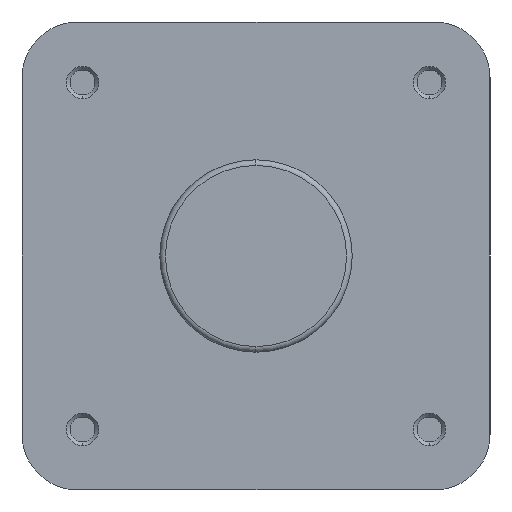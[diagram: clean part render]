
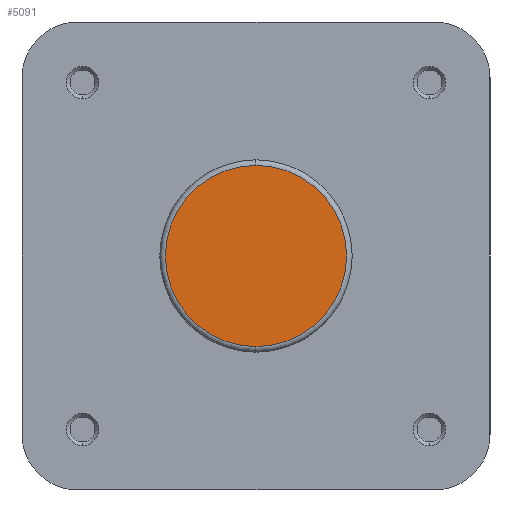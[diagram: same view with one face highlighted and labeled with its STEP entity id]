
A CAD part, left-side view. The second image highlights one B-rep face of the part: STEP entity #5091.
In plain terms, the highlighted planar face has unit normal (-1, 0, 0).
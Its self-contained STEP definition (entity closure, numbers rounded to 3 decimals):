
#367 = CARTESIAN_POINT ( 'NONE',  ( 0., 0., 24.4 ) ) ;
#373 = CARTESIAN_POINT ( 'NONE',  ( 0., 0., -24.4 ) ) ;
#886 = CARTESIAN_POINT ( 'NONE',  ( 0., 0., 0. ) ) ;
#888 = DIRECTION ( 'NONE',  ( -1., 0., 0. ) ) ;
#889 = DIRECTION ( 'NONE',  ( 0., 0., -1. ) ) ;
#1034 = CARTESIAN_POINT ( 'NONE',  ( 0., 0., 0. ) ) ;
#1041 = DIRECTION ( 'NONE',  ( -1., 0., 0. ) ) ;
#1042 = DIRECTION ( 'NONE',  ( 0., 0., -1. ) ) ;
#1457 = CIRCLE ( 'NONE', #2365, 24.4 ) ;
#1619 = VERTEX_POINT ( 'NONE', #367 ) ;
#1625 = VERTEX_POINT ( 'NONE', #373 ) ;
#1812 = CIRCLE ( 'NONE', #2334, 24.4 ) ;
#2062 = EDGE_CURVE ( 'NONE', #1619, #1625, #1812, .T. ) ;
#2123 = EDGE_CURVE ( 'NONE', #1625, #1619, #1457, .T. ) ;
#2334 = AXIS2_PLACEMENT_3D ( 'NONE', #886, #888, #889 ) ;
#2365 = AXIS2_PLACEMENT_3D ( 'NONE', #1034, #1041, #1042 ) ;
#2569 = AXIS2_PLACEMENT_3D ( 'NONE', #3682, #3685, #3686 ) ;
#3090 = FACE_OUTER_BOUND ( 'NONE', #4087, .T. ) ;
#3682 = CARTESIAN_POINT ( 'NONE',  ( 0., 0., 0. ) ) ;
#3683 = PLANE ( 'NONE',  #2569 ) ;
#3685 = DIRECTION ( 'NONE',  ( 1., 0., 0. ) ) ;
#3686 = DIRECTION ( 'NONE',  ( 0., 0., -1. ) ) ;
#4087 = EDGE_LOOP ( 'NONE', ( #4324, #4323 ) ) ;
#4323 = ORIENTED_EDGE ( 'NONE', *, *, #2062, .T. ) ;
#4324 = ORIENTED_EDGE ( 'NONE', *, *, #2123, .T. ) ;
#5091 = ADVANCED_FACE ( 'NONE', ( #3090 ), #3683, .F. ) ;
